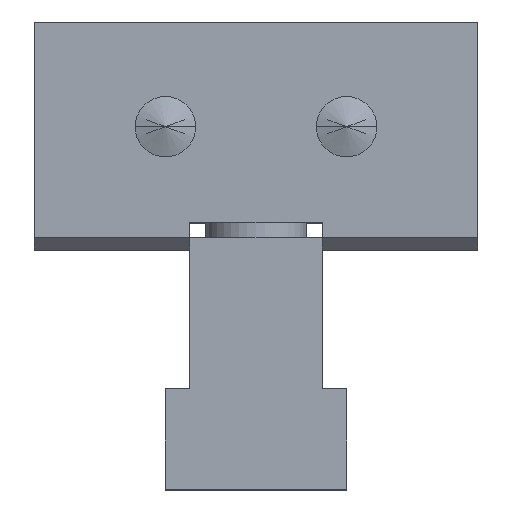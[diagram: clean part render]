
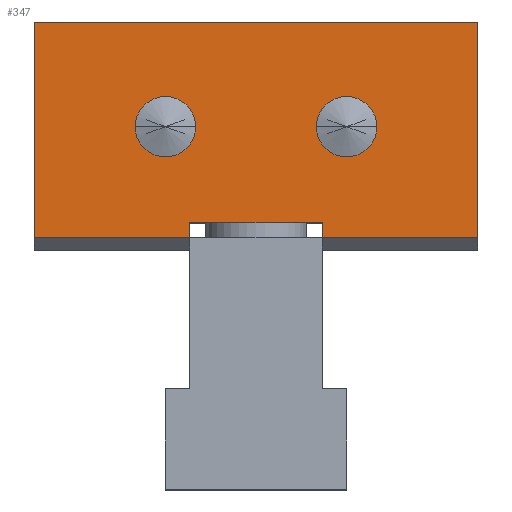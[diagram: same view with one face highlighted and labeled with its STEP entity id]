
A CAD part, top view. The second image highlights one B-rep face of the part: STEP entity #347.
In plain terms, the highlighted planar face has unit normal (0, 0, 1).
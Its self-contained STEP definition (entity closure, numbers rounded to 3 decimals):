
#347=ADVANCED_FACE('',(#703),#704,.T.);
#703=FACE_OUTER_BOUND('',#1110,.T.);
#704=PLANE('',#1111);
#1110=EDGE_LOOP('',(#1978,#1979,#1980,#1981,#1982,#1983,#1984,#1985));
#1111=AXIS2_PLACEMENT_3D('',#1986,#1987,#1988);
#1978=ORIENTED_EDGE('',*,*,#2358,.T.);
#1979=ORIENTED_EDGE('',*,*,#2395,.T.);
#1980=ORIENTED_EDGE('',*,*,#2636,.T.);
#1981=ORIENTED_EDGE('',*,*,#2633,.T.);
#1982=ORIENTED_EDGE('',*,*,#2355,.T.);
#1983=ORIENTED_EDGE('',*,*,#2433,.T.);
#1984=ORIENTED_EDGE('',*,*,#2638,.T.);
#1985=ORIENTED_EDGE('',*,*,#2618,.T.);
#1986=CARTESIAN_POINT('',(0.0,11.7,20.0));
#1987=DIRECTION('',(0.0,0.0,1.0));
#1988=DIRECTION('',(1.0,0.0,0.0));
#2355=EDGE_CURVE('',#2789,#2793,#2795,.T.);
#2358=EDGE_CURVE('',#2800,#2797,#2801,.T.);
#2395=EDGE_CURVE('',#2797,#2870,#2872,.T.);
#2433=EDGE_CURVE('',#2793,#2942,#2944,.T.);
#2618=EDGE_CURVE('',#3190,#2800,#3191,.T.);
#2633=EDGE_CURVE('',#3208,#2789,#3209,.T.);
#2636=EDGE_CURVE('',#2870,#3208,#3212,.T.);
#2638=EDGE_CURVE('',#2942,#3190,#3214,.T.);
#2789=VERTEX_POINT('',#3428);
#2793=VERTEX_POINT('',#3434);
#2795=LINE('',#3437,#3438);
#2797=VERTEX_POINT('',#3440);
#2800=VERTEX_POINT('',#3444);
#2801=LINE('',#3445,#3446);
#2870=VERTEX_POINT('',#3549);
#2872=LINE('',#3552,#3553);
#2942=VERTEX_POINT('',#3657);
#2944=LINE('',#3660,#3661);
#3190=VERTEX_POINT('',#4029);
#3191=LINE('',#4030,#4031);
#3208=VERTEX_POINT('',#4053);
#3209=LINE('',#4054,#4055);
#3212=LINE('',#4059,#4060);
#3214=LINE('',#4062,#4063);
#3428=CARTESIAN_POINT('',(6.6,2.0,20.0));
#3434=CARTESIAN_POINT('',(22.0,2.0,20.0));
#3437=CARTESIAN_POINT('',(0.5,2.0,20.0));
#3438=VECTOR('',#4330,1.0);
#3440=CARTESIAN_POINT('',(-6.6,2.0,20.0));
#3444=CARTESIAN_POINT('',(-22.0,2.0,20.0));
#3445=CARTESIAN_POINT('',(0.5,2.0,20.0));
#3446=VECTOR('',#4332,1.0);
#3549=CARTESIAN_POINT('',(-6.6,3.5,20.0));
#3552=CARTESIAN_POINT('',(-6.6,2.25,20.0));
#3553=VECTOR('',#4368,1.0);
#3657=CARTESIAN_POINT('',(22.0,23.4,20.0));
#3660=CARTESIAN_POINT('',(22.0,11.7,20.0));
#3661=VECTOR('',#4404,1.0);
#4029=CARTESIAN_POINT('',(-22.0,23.4,20.0));
#4030=CARTESIAN_POINT('',(-22.0,11.7,20.0));
#4031=VECTOR('',#4527,1.0);
#4053=CARTESIAN_POINT('',(6.6,3.5,20.0));
#4054=CARTESIAN_POINT('',(6.6,2.25,20.0));
#4055=VECTOR('',#4545,1.0);
#4059=CARTESIAN_POINT('',(0.0,3.5,20.0));
#4060=VECTOR('',#4547,1.0);
#4062=CARTESIAN_POINT('',(0.0,23.4,20.0));
#4063=VECTOR('',#4548,1.0);
#4330=DIRECTION('',(1.0,0.0,0.0));
#4332=DIRECTION('',(1.0,0.0,0.0));
#4368=DIRECTION('',(0.0,1.0,0.0));
#4404=DIRECTION('',(0.0,1.0,0.0));
#4527=DIRECTION('',(0.0,-1.0,0.0));
#4545=DIRECTION('',(0.0,-1.0,0.0));
#4547=DIRECTION('',(1.0,0.0,0.0));
#4548=DIRECTION('',(-1.0,0.0,0.0));
